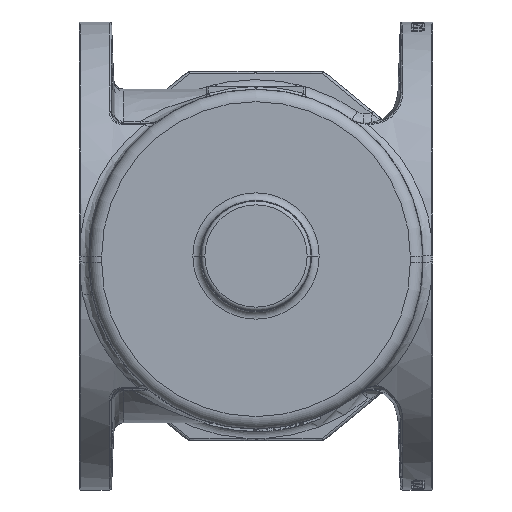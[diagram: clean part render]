
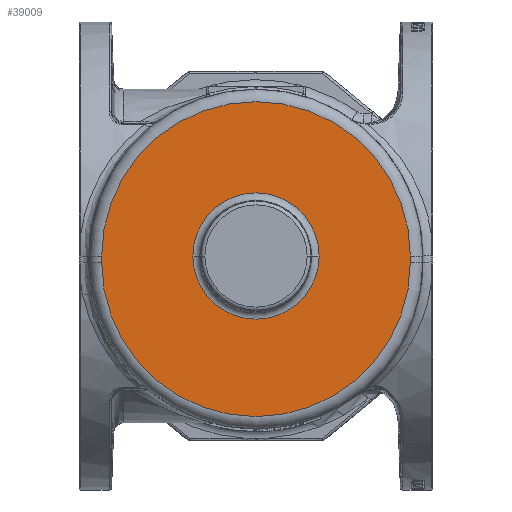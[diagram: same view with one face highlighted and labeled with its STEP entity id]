
A CAD part, front view. The second image highlights one B-rep face of the part: STEP entity #39009.
In plain terms, the highlighted planar face has unit normal (0, -1, 0).
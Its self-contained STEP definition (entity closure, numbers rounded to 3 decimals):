
#9423=DIRECTION('',(0.,0.,-1.));
#9424=VECTOR('',#9423,0.313);
#9425=CARTESIAN_POINT('',(-7.75,-14.,0.));
#9426=LINE('',#9425,#9424);
#9432=CARTESIAN_POINT('',(0.,-14.,0.));
#9433=DIRECTION('',(0.,-1.,0.));
#9434=DIRECTION('',(1.,0.,0.));
#9435=AXIS2_PLACEMENT_3D('',#9432,#9433,#9434);
#9437=DIRECTION('',(0.,0.,1.));
#9438=VECTOR('',#9437,0.313);
#9439=CARTESIAN_POINT('',(7.75,-14.,-0.313));
#9440=LINE('',#9439,#9438);
#9446=CARTESIAN_POINT('',(0.,-14.,-0.313));
#9447=DIRECTION('',(0.,-1.,0.));
#9448=DIRECTION('',(-1.,0.,0.));
#9449=AXIS2_PLACEMENT_3D('',#9446,#9447,#9448);
#9456=CARTESIAN_POINT('',(0.,-14.,0.));
#9457=DIRECTION('',(0.,-1.,0.));
#9458=DIRECTION('',(1.,0.,0.));
#9459=AXIS2_PLACEMENT_3D('',#9456,#9457,#9458);
#9461=CARTESIAN_POINT('',(0.,-14.,0.));
#9462=DIRECTION('',(0.,-1.,0.));
#9463=DIRECTION('',(-1.,0.,0.));
#9464=AXIS2_PLACEMENT_3D('',#9461,#9462,#9463);
#31291=CARTESIAN_POINT('',(7.75,-14.,-0.313));
#31293=VERTEX_POINT('',#31291);
#31295=CARTESIAN_POINT('',(7.75,-14.,0.));
#31297=VERTEX_POINT('',#31295);
#31299=CARTESIAN_POINT('',(-7.75,-14.,0.));
#31301=VERTEX_POINT('',#31299);
#31303=CARTESIAN_POINT('',(-7.75,-14.,-0.313));
#31305=VERTEX_POINT('',#31303);
#31319=CARTESIAN_POINT('',(3.169,-14.,0.));
#31320=CARTESIAN_POINT('',(-3.169,-14.,0.));
#31321=VERTEX_POINT('',#31319);
#31322=VERTEX_POINT('',#31320);
#38992=CARTESIAN_POINT('',(0.5,-14.,-0.313));
#38993=DIRECTION('',(0.,-1.,0.));
#38994=DIRECTION('',(1.,0.,0.));
#38995=AXIS2_PLACEMENT_3D('',#38992,#38993,#38994);
#38996=PLANE('',#38995);
#38997=ORIENTED_EDGE('',*,*,#38984,.F.);
#38998=ORIENTED_EDGE('',*,*,#38942,.F.);
#38999=ORIENTED_EDGE('',*,*,#38957,.F.);
#39000=ORIENTED_EDGE('',*,*,#38971,.F.);
#39001=EDGE_LOOP('',(#38997,#38998,#38999,#39000));
#39002=FACE_OUTER_BOUND('',#39001,.F.);
#39004=ORIENTED_EDGE('',*,*,#39003,.T.);
#39006=ORIENTED_EDGE('',*,*,#39005,.T.);
#39007=EDGE_LOOP('',(#39004,#39006));
#39008=FACE_BOUND('',#39007,.F.);
#9436=CIRCLE('',#9435,7.75);
#9450=CIRCLE('',#9449,7.75);
#9460=CIRCLE('',#9459,3.169);
#9465=CIRCLE('',#9464,3.169);
#38942=EDGE_CURVE('',#31301,#31305,#9426,.T.);
#38957=EDGE_CURVE('',#31297,#31301,#9436,.T.);
#38971=EDGE_CURVE('',#31293,#31297,#9440,.T.);
#38984=EDGE_CURVE('',#31305,#31293,#9450,.T.);
#39003=EDGE_CURVE('',#31321,#31322,#9460,.T.);
#39005=EDGE_CURVE('',#31322,#31321,#9465,.T.);
#39009=ADVANCED_FACE('',(#39002,#39008),#38996,.T.);
